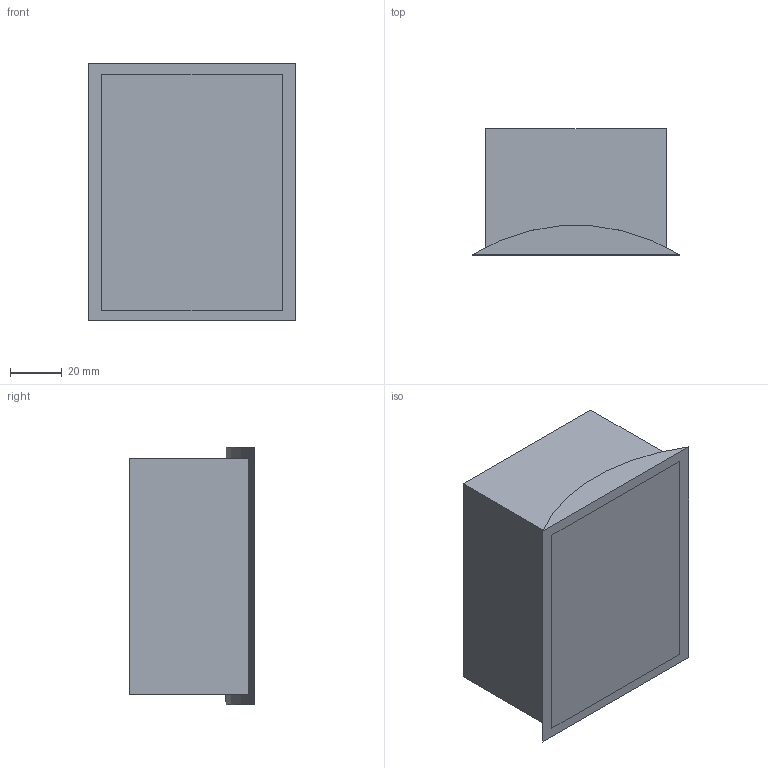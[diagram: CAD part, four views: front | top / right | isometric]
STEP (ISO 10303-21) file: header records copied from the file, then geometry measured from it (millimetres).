
FILE_DESCRIPTION (( 'STEP AP214' ), '1' );
FILE_NAME ('Aeroshell1.0_ANSYS.STEP', '2024-10-19T20:31:07', ( '' ), ( '' ), 'SwSTEP 2.0', 'SolidWorks 2024', '' );
FILE_SCHEMA (( 'AUTOMOTIVE_DESIGN' ));
Length unit declared in the file: millimetre
Products named in the file (1): Aeroshell1.0_ANSYS
Bounding box: 80.25 x 48.76 x 100 mm (x, y, z)
Volume: 392523.6 mm3; surface area: 48127.3 mm2
Topology: 2 solids, 2 shells, 21 faces, 44 edges, 28 vertices
Faces by surface type: plane 14, cylinder 7
Entity records: 644 total; most frequent: CARTESIAN_POINT 184, ORIENTED_EDGE 88, DIRECTION 80, EDGE_CURVE 44, LINE 32, VECTOR 32, VERTEX_POINT 28, AXIS2_PLACEMENT_3D 24
